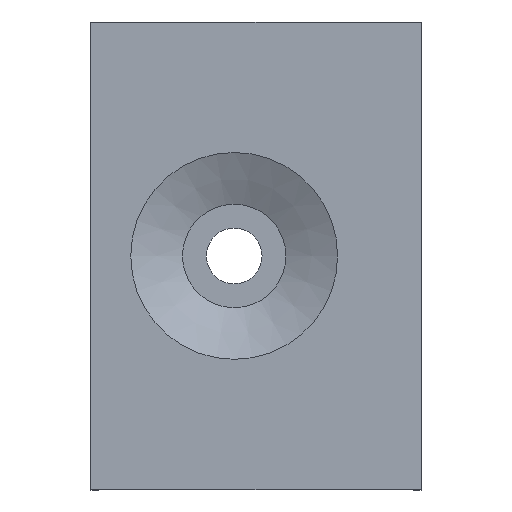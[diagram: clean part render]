
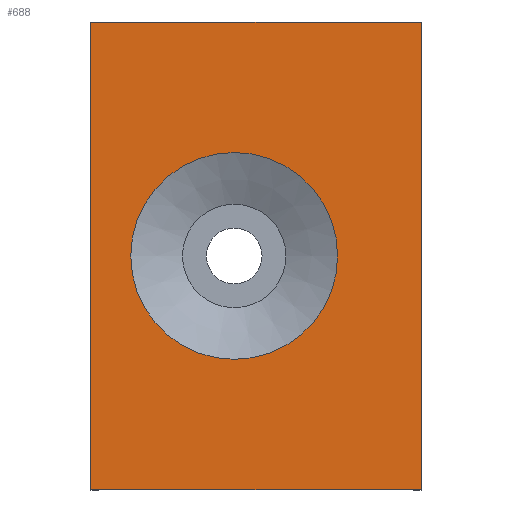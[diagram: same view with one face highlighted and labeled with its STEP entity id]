
A CAD part, top view. The second image highlights one B-rep face of the part: STEP entity #688.
In plain terms, the highlighted planar face has unit normal (0, 0, 1).
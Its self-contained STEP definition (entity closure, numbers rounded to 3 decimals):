
#22=FACE_BOUND('',#119,.T.);
#50=PLANE('',#739);
#81=FACE_OUTER_BOUND('',#118,.T.);
#118=EDGE_LOOP('',(#651,#652,#653,#654));
#119=EDGE_LOOP('',(#655));
#151=LINE('',#988,#239);
#161=LINE('',#1007,#249);
#172=LINE('',#1026,#260);
#190=LINE('',#1061,#278);
#239=VECTOR('',#795,10.);
#249=VECTOR('',#807,10.);
#260=VECTOR('',#826,10.);
#278=VECTOR('',#862,10.);
#301=CIRCLE('',#709,6.5);
#309=VERTEX_POINT('',#923);
#338=VERTEX_POINT('',#985);
#339=VERTEX_POINT('',#987);
#346=VERTEX_POINT('',#1004);
#347=VERTEX_POINT('',#1006);
#374=EDGE_CURVE('',#309,#309,#301,.T.);
#405=EDGE_CURVE('',#338,#339,#151,.T.);
#415=EDGE_CURVE('',#346,#347,#161,.T.);
#426=EDGE_CURVE('',#339,#346,#172,.T.);
#444=EDGE_CURVE('',#347,#338,#190,.T.);
#651=ORIENTED_EDGE('',*,*,#405,.F.);
#652=ORIENTED_EDGE('',*,*,#444,.F.);
#653=ORIENTED_EDGE('',*,*,#415,.F.);
#654=ORIENTED_EDGE('',*,*,#426,.F.);
#655=ORIENTED_EDGE('',*,*,#374,.T.);
#688=ADVANCED_FACE('',(#81,#22),#50,.T.);
#709=AXIS2_PLACEMENT_3D('',#924,#755,#756);
#739=AXIS2_PLACEMENT_3D('',#1099,#902,#903);
#755=DIRECTION('center_axis',(0.,0.,-1.));
#756=DIRECTION('ref_axis',(-1.,0.,0.));
#795=DIRECTION('',(-1.,0.,0.));
#807=DIRECTION('',(1.,0.,0.));
#826=DIRECTION('',(0.,1.,0.));
#862=DIRECTION('',(0.,-1.,0.));
#902=DIRECTION('center_axis',(0.,0.,1.));
#903=DIRECTION('ref_axis',(1.,0.,0.));
#923=CARTESIAN_POINT('',(5.13,0.,4.5));
#924=CARTESIAN_POINT('Origin',(-1.37,0.,
4.5));
#985=CARTESIAN_POINT('',(10.37,-14.7,4.5));
#987=CARTESIAN_POINT('',(-10.37,-14.7,4.5));
#988=CARTESIAN_POINT('',(-9.62,-14.7,4.5));
#1004=CARTESIAN_POINT('',(-10.37,14.7,4.5));
#1006=CARTESIAN_POINT('',(10.37,14.7,4.5));
#1007=CARTESIAN_POINT('',(9.62,14.7,4.5));
#1026=CARTESIAN_POINT('',(-10.37,-7.35,4.5));
#1061=CARTESIAN_POINT('',(10.37,7.35,4.5));
#1099=CARTESIAN_POINT('Origin',(0.,0.,
4.5));
